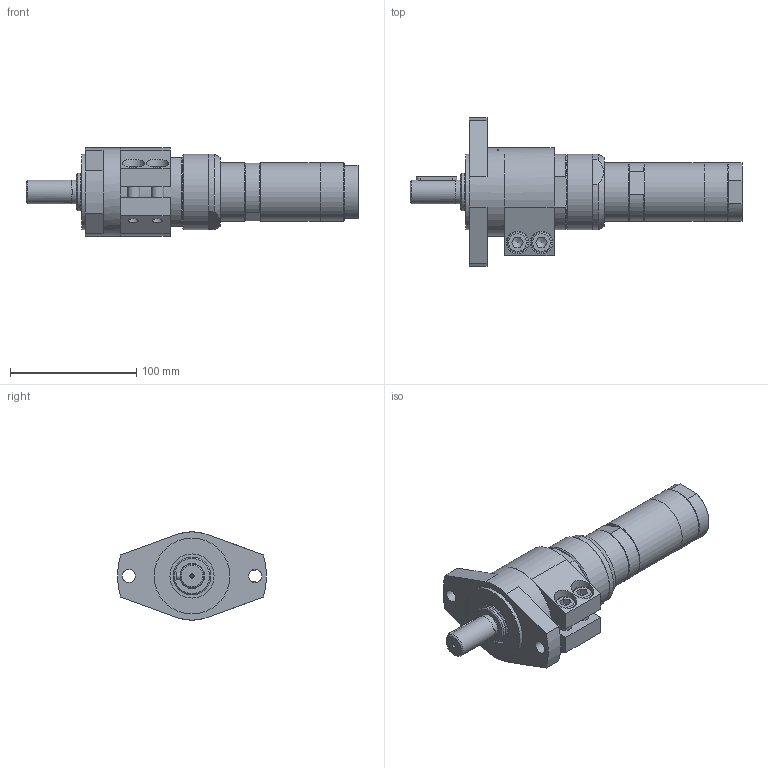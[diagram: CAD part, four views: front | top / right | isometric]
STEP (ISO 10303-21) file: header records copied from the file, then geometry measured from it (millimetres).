
FILE_DESCRIPTION((''),'2;1');
FILE_NAME('MUD 62-70 F100_60031415.stp','2013-09-19T11:54:45',('ibasyouni'),(''),'Autodesk Inventor 2013','Autodesk Inventor 2013','');
FILE_SCHEMA(('CONFIG_CONTROL_DESIGN'));
Length unit declared in the file: millimetre
Products named in the file (1): MUD 62-50+70+120 - F100_1
Bounding box: 263 x 118 x 70 mm (x, y, z)
Volume: 619689.2 mm3; surface area: 72279.6 mm2
Topology: 1 solids, 1 shells, 225 faces, 554 edges, 360 vertices
Faces by surface type: plane 141, cylinder 46, cone 27, bspline 7, torus 4
Full cylindrical faces by diameter (mm): 1.6 x1, 8.376 x2, 10 x2, 10.3 x2, 10.5 x2, 11.445 x2, 16 x2, 18 x2, 18.631 x1, 18.8 x1, 19 x1, 20 x1, 29.95 x2, 35 x1, 46 x3, 46.5 x1, 60 x2, 70 x1
Entity records: 6499 total; most frequent: CARTESIAN_POINT 1263, DIRECTION 1004, ORIENTED_EDGE 962, EDGE_CURVE 481, AXIS2_PLACEMENT_3D 354, VERTEX_POINT 339, EDGE_LOOP 314, VECTOR 296
